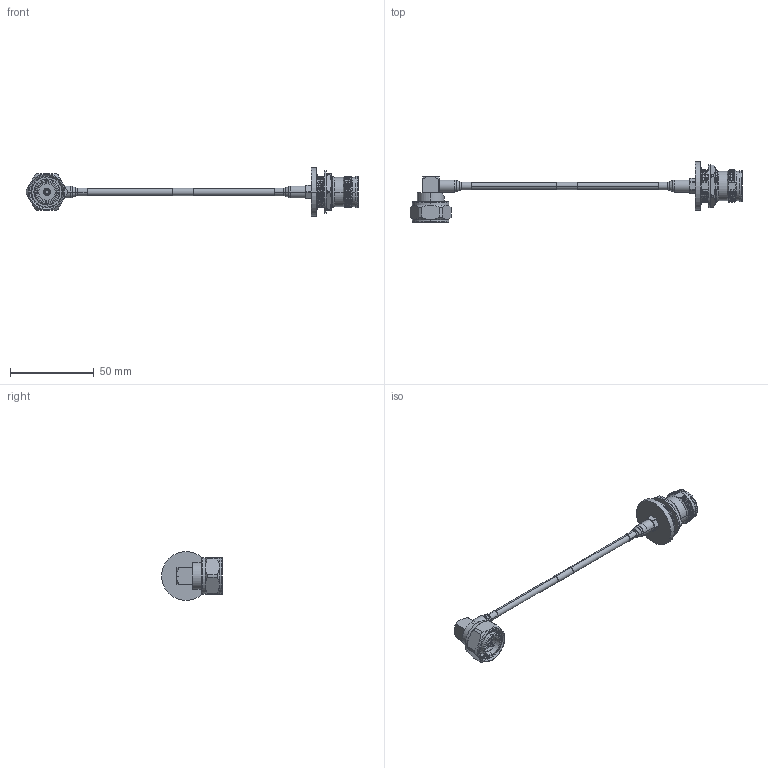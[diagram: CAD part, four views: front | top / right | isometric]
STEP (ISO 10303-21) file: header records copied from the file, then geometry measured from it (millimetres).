
FILE_DESCRIPTION (( 'STEP AP214' ), '1' );
FILE_NAME ('PE3C7990.STEP', '2021-04-08T23:00:55', ( '' ), ( '' ), 'SwSTEP 2.0', 'SolidWorks 2020', '' );
FILE_SCHEMA (( 'AUTOMOTIVE_DESIGN' ));
Length unit declared in the file: inch
Products named in the file (5): TFT-402-MA1; TC-402-4310F-BH-LP-PE; TFT-402-LF_WITH LABEL; PE3C7990; TC-402-4310M-RA-LP-PE
Assembly tree (5 placements, depth 2):
  PE3C7990
    TFT-402-LF_WITH LABEL
    TFT-402-MA1  x2
    TC-402-4310M-RA-LP-PE
    TC-402-4310F-BH-LP-PE
Bounding box: 197.85 x 36.1 x 29 mm (x, y, z)
Volume: 14799.8 mm3; surface area: 14559.3 mm2
Topology: 6 solids, 7 shells, 620 faces, 1588 edges, 991 vertices
Faces by surface type: cylinder 168, bspline 150, plane 146, cone 120, torus 36
Entity records: 67430 total; most frequent: CARTESIAN_POINT 54024, ORIENTED_EDGE 3080, DIRECTION 2416, EDGE_CURVE 1540, AXIS2_PLACEMENT_3D 986, VERTEX_POINT 967, EDGE_LOOP 641, ADVANCED_FACE 598
